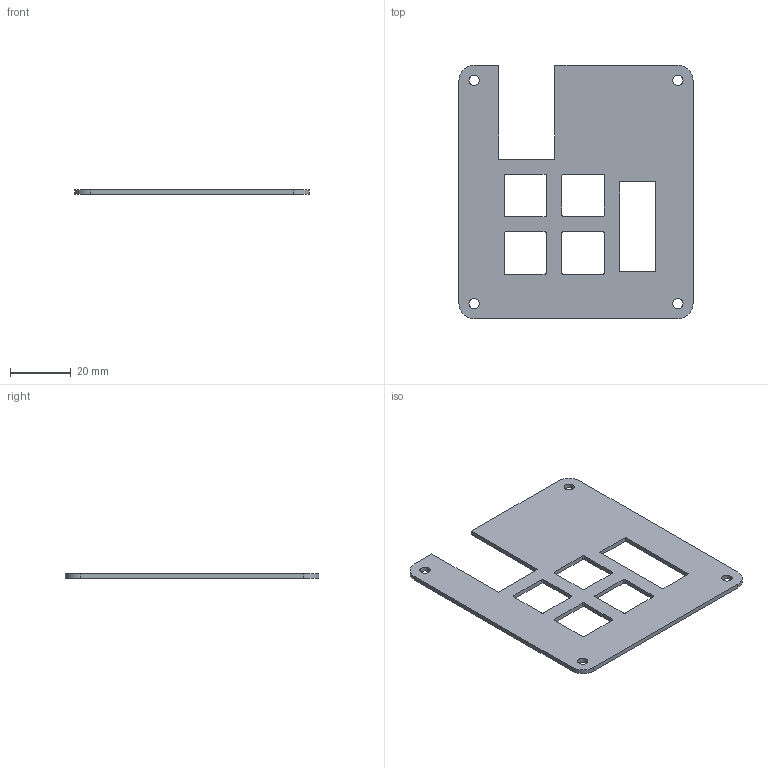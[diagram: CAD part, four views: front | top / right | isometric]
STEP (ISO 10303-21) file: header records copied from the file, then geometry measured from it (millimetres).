
FILE_DESCRIPTION(/* description */ (''),/* implementation_level */ '2;1');
FILE_NAME(/* name */ 'Hackpad Top.step',/* time_stamp */ '2026-01-03T16:58:26-06:00',/* author */ (''),/* organization */ (''),/* preprocessor_version */ 'ST-DEVELOPER v20.1',/* originating_system */ 'Autodesk Translation Framework v14.21.0.0',/* authorisation */ '');
FILE_SCHEMA (('AUTOMOTIVE_DESIGN { 1 0 10303 214 3 1 1 }'));
Length unit declared in the file: millimetre
Products named in the file (1): 2026-01-01-15-17-47-224
Bounding box: 77.21 x 83.62 x 1.5 mm (x, y, z)
Volume: 7029.6 mm3; surface area: 10478.8 mm2
Topology: 1 solids, 1 shells, 342 faces, 966 edges, 644 vertices
Faces by surface type: bspline 200, plane 118, cylinder 24
Full cylindrical faces by diameter (mm): 3.4 x4
Entity records: 12947 total; most frequent: CARTESIAN_POINT 5353, ORIENTED_EDGE 1932, EDGE_CURVE 966, DIRECTION 900, VERTEX_POINT 644, LINE 518, VECTOR 518, B_SPLINE_CURVE_WITH_KNOTS 400
